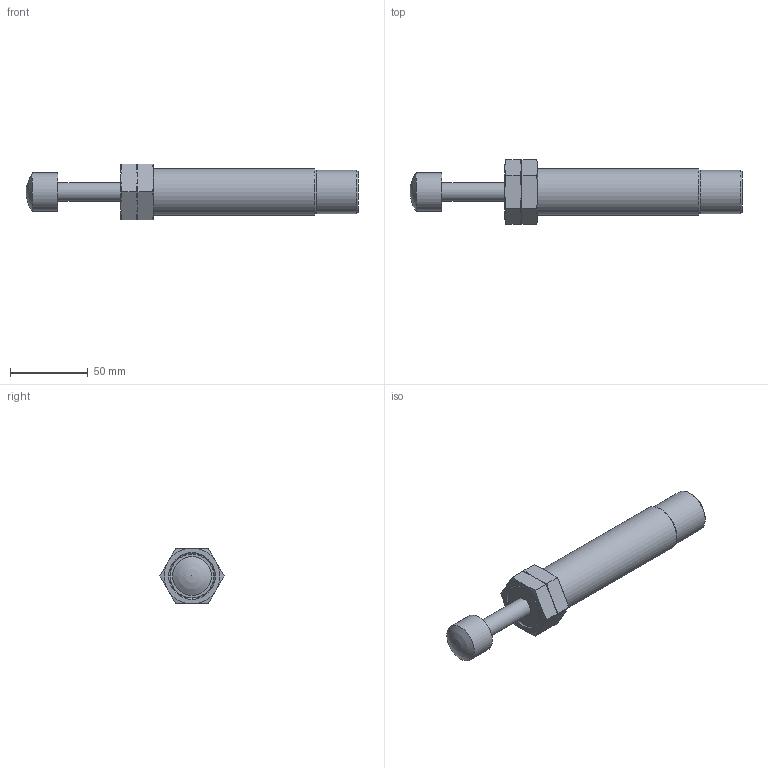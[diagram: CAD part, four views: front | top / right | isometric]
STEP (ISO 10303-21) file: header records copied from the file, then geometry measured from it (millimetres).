
FILE_DESCRIPTION(/* description */ ('STEP AP214'),/* implementation_level */ '2;1');
FILE_NAME(/* name */ '160273_YSR-25-40-C',/* time_stamp */ '2024-09-18T13:38:31+02:00',/* author */ ('License CC BY-ND 4.0'),/* organization */ ('CADENAS'),/* preprocessor_version */ 'ST-DEVELOPER v19.3',/* originating_system */ 'PARTsolutions',/* authorisation */ ' ');
FILE_SCHEMA (('AUTOMOTIVE_DESIGN {1 0 10303 214 3 1 1}'));
Length unit declared in the file: millimetre
Products named in the file (3): 160273 YSR-25-40-C---(0_OUT); 160273 YSR-25-40-C---(0_OUT)-P; 217689 Flachmutter M30x1.5-10.5-36
Assembly tree (3 placements, depth 2):
  160273 YSR-25-40-C---(0_OUT)
    160273 YSR-25-40-C---(0_OUT)-P
    217689 Flachmutter M30x1.5-10.5-36  x2
Bounding box: 213.5 x 41.57 x 36 mm (x, y, z)
Volume: 128479.1 mm3; surface area: 25246.1 mm2
Topology: 3 solids, 3 shells, 38 faces, 83 edges, 53 vertices
Faces by surface type: plane 20, cone 11, cylinder 6, sphere 1
Full cylindrical faces by diameter (mm): 12 x1, 25 x1, 27.8 x1, 28.376 x2, 30 x1
Entity records: 673 total; most frequent: CARTESIAN_POINT 141, DIRECTION 98, ORIENTED_EDGE 70, AXIS2_PLACEMENT_3D 46, EDGE_LOOP 42, FACE_BOUND 42, EDGE_CURVE 35, VERTEX_POINT 29
